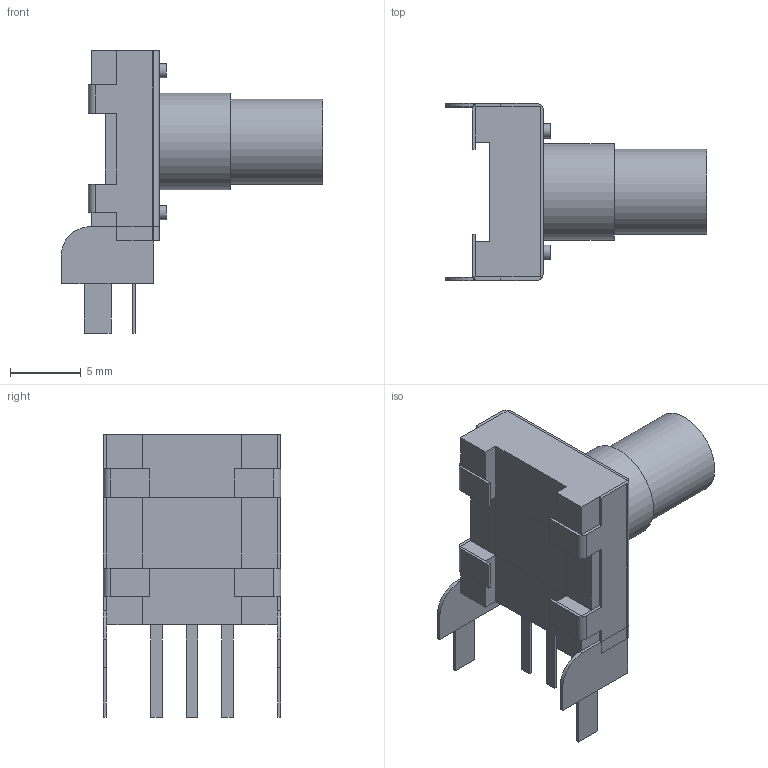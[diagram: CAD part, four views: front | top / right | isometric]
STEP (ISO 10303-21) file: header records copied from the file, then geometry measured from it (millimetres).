
FILE_DESCRIPTION(('FreeCAD Model'),'2;1');
FILE_NAME('Open CASCADE Shape Model','2023-09-21T00:37:58',( 'kicad StepUp'),('ksu MCAD'),'Open CASCADE STEP processor 7.5', 'FreeCAD','Unknown');
FILE_SCHEMA(('AUTOMOTIVE_DESIGN { 1 0 10303 214 1 1 1 1 }'));
Length unit declared in the file: millimetre
Products named in the file (1): RotaryEncoder_Bourns_Horizontal_PEC12R-2xxxF-Nxxxx
Bounding box: 18.4 x 12.5 x 19.9 mm (x, y, z)
Volume: 1063.5 mm3; surface area: 990.8 mm2
Topology: 1 solids, 1 shells, 117 faces, 294 edges, 188 vertices
Faces by surface type: plane 103, cylinder 14
Full cylindrical faces by diameter (mm): 1 x4, 6 x1, 6.8 x1
Entity records: 4270 total; most frequent: CARTESIAN_POINT 600, ORIENTED_EDGE 588, DIRECTION 560, EDGE_CURVE 294, LINE 264, VECTOR 264, VERTEX_POINT 188, AXIS2_PLACEMENT_3D 148
